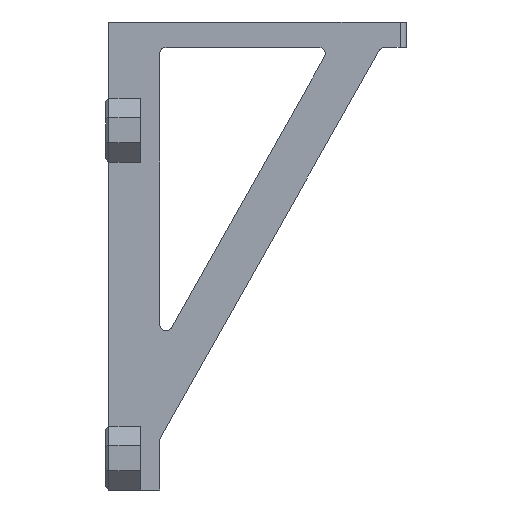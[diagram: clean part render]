
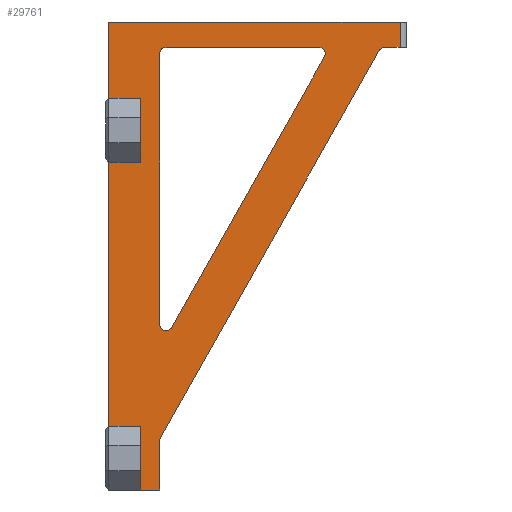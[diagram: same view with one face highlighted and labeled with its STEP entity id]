
A CAD part, left-side view. The second image highlights one B-rep face of the part: STEP entity #29761.
In plain terms, the highlighted planar face has unit normal (-1, 0, 0).
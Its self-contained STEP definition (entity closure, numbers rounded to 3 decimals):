
#202=FACE_BOUND('',#4126,.T.);
#1428=PLANE('',#31126);
#2684=FACE_OUTER_BOUND('',#4125,.T.);
#4125=EDGE_LOOP('',(#28457,#28458,#28459,#28460,#28461,#28462,#28463,#28464,
#28465,#28466,#28467,#28468,#28469,#28470,#28471));
#4126=EDGE_LOOP('',(#28472,#28473,#28474,#28475,#28476,#28477));
#4150=LINE('',#38193,#8402);
#4198=LINE('',#38344,#8450);
#4202=LINE('',#38354,#8454);
#4214=LINE('',#38390,#8466);
#4220=LINE('',#38408,#8472);
#4223=LINE('',#38419,#8475);
#4226=LINE('',#38428,#8478);
#4301=LINE('',#38584,#8553);
#4424=LINE('',#38829,#8676);
#4801=LINE('',#39586,#9053);
#4845=LINE('',#39652,#9097);
#4848=LINE('',#39659,#9100);
#8349=LINE('',#46344,#12601);
#8355=LINE('',#46353,#12607);
#8356=LINE('',#46355,#12608);
#8357=LINE('',#46357,#12609);
#8402=VECTOR('',#31236,10.);
#8450=VECTOR('',#31358,10.);
#8454=VECTOR('',#31368,10.);
#8466=VECTOR('',#31404,10.);
#8472=VECTOR('',#31422,10.);
#8475=VECTOR('',#31433,10.);
#8478=VECTOR('',#31444,10.);
#8553=VECTOR('',#31549,10.);
#8676=VECTOR('',#31672,10.);
#9053=VECTOR('',#32053,10.);
#9097=VECTOR('',#32115,10.);
#9100=VECTOR('',#32122,10.);
#12601=VECTOR('',#37983,10.);
#12607=VECTOR('',#37993,10.);
#12608=VECTOR('',#37996,10.);
#12609=VECTOR('',#37999,10.);
#12698=CIRCLE('',#29871,2.);
#12700=CIRCLE('',#29874,2.);
#12703=CIRCLE('',#29880,2.);
#12705=CIRCLE('',#29884,2.);
#12707=CIRCLE('',#29888,2.);
#12771=VERTEX_POINT('',#38183);
#12775=VERTEX_POINT('',#38191);
#12841=VERTEX_POINT('',#38343);
#12844=VERTEX_POINT('',#38353);
#12852=VERTEX_POINT('',#38377);
#12855=VERTEX_POINT('',#38384);
#12856=VERTEX_POINT('',#38386);
#12859=VERTEX_POINT('',#38398);
#12860=VERTEX_POINT('',#38400);
#12862=VERTEX_POINT('',#38406);
#12865=VERTEX_POINT('',#38413);
#12866=VERTEX_POINT('',#38415);
#12868=VERTEX_POINT('',#38424);
#12933=VERTEX_POINT('',#38581);
#12934=VERTEX_POINT('',#38583);
#13056=VERTEX_POINT('',#38827);
#13433=VERTEX_POINT('',#39583);
#13434=VERTEX_POINT('',#39585);
#13447=VERTEX_POINT('',#39650);
#13449=VERTEX_POINT('',#39658);
#15454=VERTEX_POINT('',#46351);
#15514=EDGE_CURVE('',#12775,#12771,#4150,.T.);
#15589=EDGE_CURVE('',#12771,#12841,#4198,.T.);
#15594=EDGE_CURVE('',#12844,#12841,#4202,.T.);
#15606=EDGE_CURVE('',#12844,#12852,#12698,.T.);
#15610=EDGE_CURVE('',#12855,#12856,#12700,.T.);
#15612=EDGE_CURVE('',#12855,#12852,#4214,.T.);
#15617=EDGE_CURVE('',#12859,#12860,#12703,.T.);
#15621=EDGE_CURVE('',#12859,#12862,#4220,.T.);
#15624=EDGE_CURVE('',#12865,#12866,#12705,.T.);
#15626=EDGE_CURVE('',#12865,#12860,#4223,.T.);
#15630=EDGE_CURVE('',#12868,#12862,#12707,.T.);
#15631=EDGE_CURVE('',#12868,#12866,#4226,.T.);
#15710=EDGE_CURVE('',#12934,#12933,#4301,.T.);
#15833=EDGE_CURVE('',#12775,#13056,#4424,.T.);
#16211=EDGE_CURVE('',#13433,#13434,#4801,.T.);
#16255=EDGE_CURVE('',#13056,#13447,#4845,.T.);
#16258=EDGE_CURVE('',#13449,#12934,#4848,.T.);
#19766=EDGE_CURVE('',#13433,#12856,#8349,.T.);
#19772=EDGE_CURVE('',#12933,#15454,#8355,.T.);
#19773=EDGE_CURVE('',#15454,#13434,#8356,.T.);
#19774=EDGE_CURVE('',#13447,#13449,#8357,.T.);
#28457=ORIENTED_EDGE('',*,*,#15589,.F.);
#28458=ORIENTED_EDGE('',*,*,#15514,.F.);
#28459=ORIENTED_EDGE('',*,*,#15833,.T.);
#28460=ORIENTED_EDGE('',*,*,#16255,.T.);
#28461=ORIENTED_EDGE('',*,*,#19774,.T.);
#28462=ORIENTED_EDGE('',*,*,#16258,.T.);
#28463=ORIENTED_EDGE('',*,*,#15710,.T.);
#28464=ORIENTED_EDGE('',*,*,#19772,.T.);
#28465=ORIENTED_EDGE('',*,*,#19773,.T.);
#28466=ORIENTED_EDGE('',*,*,#16211,.F.);
#28467=ORIENTED_EDGE('',*,*,#19766,.T.);
#28468=ORIENTED_EDGE('',*,*,#15610,.F.);
#28469=ORIENTED_EDGE('',*,*,#15612,.T.);
#28470=ORIENTED_EDGE('',*,*,#15606,.F.);
#28471=ORIENTED_EDGE('',*,*,#15594,.T.);
#28472=ORIENTED_EDGE('',*,*,#15631,.T.);
#28473=ORIENTED_EDGE('',*,*,#15624,.F.);
#28474=ORIENTED_EDGE('',*,*,#15626,.T.);
#28475=ORIENTED_EDGE('',*,*,#15617,.F.);
#28476=ORIENTED_EDGE('',*,*,#15621,.T.);
#28477=ORIENTED_EDGE('',*,*,#15630,.F.);
#29761=ADVANCED_FACE('',(#2684,#202),#1428,.T.);
#29871=AXIS2_PLACEMENT_3D('',#38378,#31391,#31392);
#29874=AXIS2_PLACEMENT_3D('',#38387,#31399,#31400);
#29880=AXIS2_PLACEMENT_3D('',#38401,#31415,#31416);
#29884=AXIS2_PLACEMENT_3D('',#38416,#31428,#31429);
#29888=AXIS2_PLACEMENT_3D('',#38426,#31440,#31441);
#31126=AXIS2_PLACEMENT_3D('',#46403,#38069,#38070);
#31236=DIRECTION('',(0.,-1.,0.));
#31358=DIRECTION('',(0.,0.,-1.));
#31368=DIRECTION('',(0.,-1.,0.));
#31391=DIRECTION('center_axis',(-1.,0.,0.));
#31392=DIRECTION('ref_axis',(0.,0.504,0.864));
#31399=DIRECTION('center_axis',(-1.,0.,0.));
#31400=DIRECTION('ref_axis',(0.,0.967,0.254));
#31404=DIRECTION('',(0.,-0.492,0.871));
#31415=DIRECTION('center_axis',(-1.,0.,0.));
#31416=DIRECTION('ref_axis',(0.,-0.864,0.504));
#31422=DIRECTION('',(0.,0.492,-0.871));
#31428=DIRECTION('center_axis',(-1.,0.,0.));
#31429=DIRECTION('ref_axis',(0.,0.707,0.707));
#31433=DIRECTION('',(0.,-1.,0.));
#31440=DIRECTION('center_axis',(-1.,0.,0.));
#31441=DIRECTION('ref_axis',(0.,0.254,-0.967));
#31444=DIRECTION('',(0.,0.,1.));
#31549=DIRECTION('',(0.,0.,-1.));
#31672=DIRECTION('',(0.,0.,-1.));
#32053=DIRECTION('',(0.,1.,0.));
#32115=DIRECTION('',(0.,-1.,0.));
#32122=DIRECTION('',(0.,1.,0.));
#37983=DIRECTION('',(0.,0.,1.));
#37993=DIRECTION('',(0.,-1.,0.));
#37996=DIRECTION('',(0.,0.,-1.));
#37999=DIRECTION('',(0.,0.,-1.));
#38069=DIRECTION('center_axis',(-1.,0.,0.));
#38070=DIRECTION('ref_axis',(0.,-1.,0.));
#38183=CARTESIAN_POINT('',(-3.75,-1.75,3.));
#38191=CARTESIAN_POINT('',(-3.75,89.75,3.));
#38193=CARTESIAN_POINT('',(-3.75,89.75,3.));
#38343=CARTESIAN_POINT('',(-3.75,-1.75,-5.));
#38344=CARTESIAN_POINT('',(-3.75,-1.75,0.));
#38353=CARTESIAN_POINT('',(-3.75,3.083,-5.));
#38354=CARTESIAN_POINT('',(-3.75,43.,-5.));
#38377=CARTESIAN_POINT('',(-3.75,4.824,-6.016));
#38378=CARTESIAN_POINT('Origin',(-3.75,3.083,-7.));
#38384=CARTESIAN_POINT('',(-3.75,73.491,-127.542));
#38386=CARTESIAN_POINT('',(-3.75,73.75,-128.526));
#38387=CARTESIAN_POINT('Origin',(-3.75,71.75,-128.526));
#38390=CARTESIAN_POINT('',(-3.75,13.525,-21.415));
#38398=CARTESIAN_POINT('',(-3.75,22.016,-7.984));
#38400=CARTESIAN_POINT('',(-3.75,23.758,-5.));
#38401=CARTESIAN_POINT('Origin',(-3.75,23.758,-7.));
#38406=CARTESIAN_POINT('',(-3.75,70.009,-92.92));
#38408=CARTESIAN_POINT('',(-3.75,54.369,-65.242));
#38413=CARTESIAN_POINT('',(-3.75,71.75,-5.));
#38415=CARTESIAN_POINT('',(-3.75,73.75,-7.));
#38416=CARTESIAN_POINT('Origin',(-3.75,71.75,-7.));
#38419=CARTESIAN_POINT('',(-3.75,55.04,-5.));
#38424=CARTESIAN_POINT('',(-3.75,73.75,-91.936));
#38426=CARTESIAN_POINT('Origin',(-3.75,71.75,-91.936));
#38428=CARTESIAN_POINT('',(-3.75,73.75,-2.5));
#38581=CARTESIAN_POINT('',(-3.75,89.75,-124.));
#38583=CARTESIAN_POINT('',(-3.75,89.75,-41.));
#38584=CARTESIAN_POINT('',(-3.75,89.75,0.));
#38827=CARTESIAN_POINT('',(-3.75,89.75,-21.));
#38829=CARTESIAN_POINT('',(-3.75,89.75,0.));
#39583=CARTESIAN_POINT('',(-3.75,73.75,-144.));
#39585=CARTESIAN_POINT('',(-3.75,79.75,-144.));
#39586=CARTESIAN_POINT('',(-3.75,-3.75,-144.));
#39650=CARTESIAN_POINT('',(-3.75,79.75,-21.));
#39652=CARTESIAN_POINT('',(-3.75,89.75,-21.));
#39658=CARTESIAN_POINT('',(-3.75,79.75,-41.));
#39659=CARTESIAN_POINT('',(-3.75,89.75,-41.));
#46344=CARTESIAN_POINT('',(-3.75,73.75,-64.));
#46351=CARTESIAN_POINT('',(-3.75,79.75,-124.));
#46353=CARTESIAN_POINT('',(-3.75,89.75,-124.));
#46355=CARTESIAN_POINT('',(-3.75,79.75,-67.));
#46357=CARTESIAN_POINT('',(-3.75,79.75,-15.5));
#46403=CARTESIAN_POINT('Origin',(-3.75,89.75,0.));
